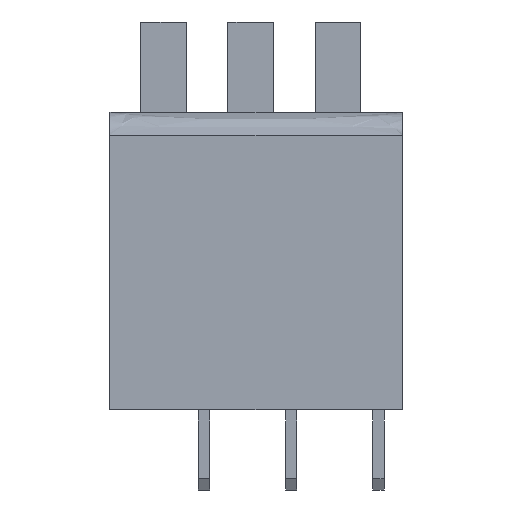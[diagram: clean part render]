
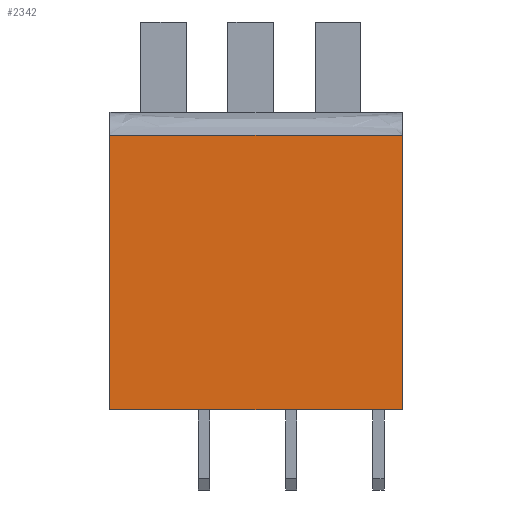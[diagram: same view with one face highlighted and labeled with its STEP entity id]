
A CAD part, front view. The second image highlights one B-rep face of the part: STEP entity #2342.
In plain terms, the highlighted planar face has unit normal (0, -1, 0).
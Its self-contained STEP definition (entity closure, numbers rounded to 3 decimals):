
#132 = VERTEX_POINT ( 'NONE', #1958 ) ;
#152 = VECTOR ( 'NONE', #879, 1000. ) ;
#180 = B_SPLINE_CURVE_WITH_KNOTS ( 'NONE', 3,
 ( #2593, #643, #1913, #2579 ),
 .UNSPECIFIED., .F., .F.,
 ( 4, 4 ),
 ( 0., 1. ),
 .UNSPECIFIED. ) ;
#238 = LINE ( 'NONE', #1119, #997 ) ;
#273 = VECTOR ( 'NONE', #1504, 1000. ) ;
#286 = CARTESIAN_POINT ( 'NONE',  ( -6.39, -5.4, 13. ) ) ;
#332 = DIRECTION ( 'NONE',  ( 0., 0., 1. ) ) ;
#386 = VERTEX_POINT ( 'NONE', #1033 ) ;
#445 = LINE ( 'NONE', #1284, #273 ) ;
#631 = EDGE_CURVE ( 'NONE', #386, #1097, #238, .T. ) ;
#643 = CARTESIAN_POINT ( 'NONE',  ( 2.13, -5.4, 12. ) ) ;
#688 = LINE ( 'NONE', #1299, #152 ) ;
#742 = DIRECTION ( 'NONE',  ( 0., 1., 0. ) ) ;
#851 = ORIENTED_EDGE ( 'NONE', *, *, #1196, .T. ) ;
#879 = DIRECTION ( 'NONE',  ( 0., 0., -1. ) ) ;
#932 = EDGE_CURVE ( 'NONE', #132, #1097, #445, .T. ) ;
#997 = VECTOR ( 'NONE', #1777, 1000. ) ;
#1033 = CARTESIAN_POINT ( 'NONE',  ( -6.39, -5.4, 0. ) ) ;
#1064 = ORIENTED_EDGE ( 'NONE', *, *, #1604, .T. ) ;
#1097 = VERTEX_POINT ( 'NONE', #1911 ) ;
#1119 = CARTESIAN_POINT ( 'NONE',  ( -6.39, -5.4, 0. ) ) ;
#1196 = EDGE_CURVE ( 'NONE', #2117, #386, #688, .T. ) ;
#1284 = CARTESIAN_POINT ( 'NONE',  ( 6.39, -5.4, 13. ) ) ;
#1299 = CARTESIAN_POINT ( 'NONE',  ( -6.39, -5.4, 13. ) ) ;
#1410 = CARTESIAN_POINT ( 'NONE',  ( -6.39, -5.4, 12. ) ) ;
#1504 = DIRECTION ( 'NONE',  ( 0., 0., -1. ) ) ;
#1562 = EDGE_LOOP ( 'NONE', ( #1781, #1064, #851, #2840 ) ) ;
#1604 = EDGE_CURVE ( 'NONE', #132, #2117, #180, .T. ) ;
#1610 = FACE_OUTER_BOUND ( 'NONE', #1562, .T. ) ;
#1777 = DIRECTION ( 'NONE',  ( 1., 0., 0. ) ) ;
#1781 = ORIENTED_EDGE ( 'NONE', *, *, #932, .F. ) ;
#1911 = CARTESIAN_POINT ( 'NONE',  ( 6.39, -5.4, 0. ) ) ;
#1913 = CARTESIAN_POINT ( 'NONE',  ( -2.13, -5.4, 12. ) ) ;
#1958 = CARTESIAN_POINT ( 'NONE',  ( 6.39, -5.4, 12. ) ) ;
#2117 = VERTEX_POINT ( 'NONE', #1410 ) ;
#2288 = PLANE ( 'NONE',  #2348 ) ;
#2342 = ADVANCED_FACE ( 'NONE', ( #1610 ), #2288, .F. ) ;
#2348 = AXIS2_PLACEMENT_3D ( 'NONE', #286, #742, #332 ) ;
#2579 = CARTESIAN_POINT ( 'NONE',  ( -6.39, -5.4, 12. ) ) ;
#2593 = CARTESIAN_POINT ( 'NONE',  ( 6.39, -5.4, 12. ) ) ;
#2840 = ORIENTED_EDGE ( 'NONE', *, *, #631, .T. ) ;
